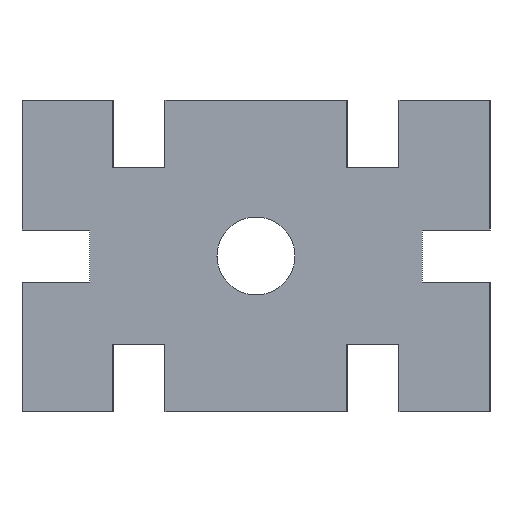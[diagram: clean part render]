
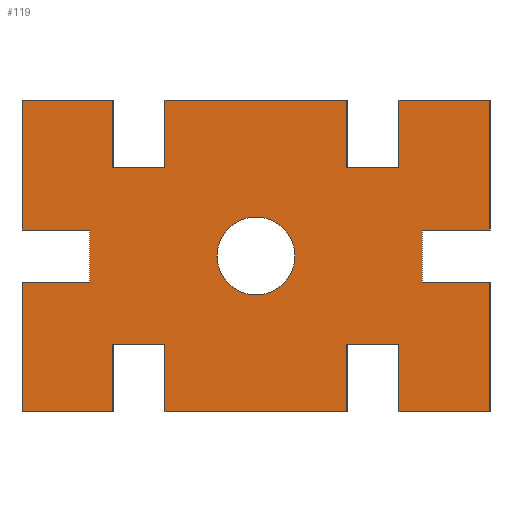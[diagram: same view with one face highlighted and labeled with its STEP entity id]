
A CAD part, left-side view. The second image highlights one B-rep face of the part: STEP entity #119.
In plain terms, the highlighted planar face has unit normal (-1, 0, 0).
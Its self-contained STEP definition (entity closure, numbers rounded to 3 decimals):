
#119=ADVANCED_FACE('',(#233,#234),#235,.F.);
#233=FACE_BOUND('',#339,.T.);
#234=FACE_OUTER_BOUND('',#340,.T.);
#235=PLANE('',#341);
#339=EDGE_LOOP('',(#619,#620));
#340=EDGE_LOOP('',(#621,#622,#623,#624,#625,#626,#627,#628,#629,#630,#631,#632,#633,#634,#635,#636,#637,#638,#639,#640,#641,#642,#643,#644,#645,#646,#647,#648));
#341=AXIS2_PLACEMENT_3D('',#649,#650,#651);
#619=ORIENTED_EDGE('',*,*,#657,.T.);
#620=ORIENTED_EDGE('',*,*,#659,.T.);
#621=ORIENTED_EDGE('',*,*,#772,.T.);
#622=ORIENTED_EDGE('',*,*,#664,.T.);
#623=ORIENTED_EDGE('',*,*,#669,.T.);
#624=ORIENTED_EDGE('',*,*,#673,.T.);
#625=ORIENTED_EDGE('',*,*,#677,.T.);
#626=ORIENTED_EDGE('',*,*,#681,.T.);
#627=ORIENTED_EDGE('',*,*,#685,.T.);
#628=ORIENTED_EDGE('',*,*,#689,.T.);
#629=ORIENTED_EDGE('',*,*,#693,.T.);
#630=ORIENTED_EDGE('',*,*,#697,.T.);
#631=ORIENTED_EDGE('',*,*,#701,.T.);
#632=ORIENTED_EDGE('',*,*,#705,.T.);
#633=ORIENTED_EDGE('',*,*,#709,.T.);
#634=ORIENTED_EDGE('',*,*,#713,.T.);
#635=ORIENTED_EDGE('',*,*,#717,.T.);
#636=ORIENTED_EDGE('',*,*,#721,.T.);
#637=ORIENTED_EDGE('',*,*,#725,.T.);
#638=ORIENTED_EDGE('',*,*,#729,.T.);
#639=ORIENTED_EDGE('',*,*,#733,.T.);
#640=ORIENTED_EDGE('',*,*,#737,.T.);
#641=ORIENTED_EDGE('',*,*,#741,.T.);
#642=ORIENTED_EDGE('',*,*,#745,.T.);
#643=ORIENTED_EDGE('',*,*,#749,.T.);
#644=ORIENTED_EDGE('',*,*,#753,.T.);
#645=ORIENTED_EDGE('',*,*,#757,.T.);
#646=ORIENTED_EDGE('',*,*,#761,.T.);
#647=ORIENTED_EDGE('',*,*,#765,.T.);
#648=ORIENTED_EDGE('',*,*,#769,.T.);
#649=CARTESIAN_POINT('',(0.0,0.0,0.0));
#650=DIRECTION('',(1.0,0.0,0.0));
#651=DIRECTION('',(0.0,1.0,0.0));
#657=EDGE_CURVE('',#778,#782,#784,.T.);
#659=EDGE_CURVE('',#782,#778,#786,.T.);
#664=EDGE_CURVE('',#794,#792,#795,.T.);
#669=EDGE_CURVE('',#792,#800,#802,.T.);
#673=EDGE_CURVE('',#800,#806,#808,.T.);
#677=EDGE_CURVE('',#806,#812,#814,.T.);
#681=EDGE_CURVE('',#812,#818,#820,.T.);
#685=EDGE_CURVE('',#818,#824,#826,.T.);
#689=EDGE_CURVE('',#824,#830,#832,.T.);
#693=EDGE_CURVE('',#830,#836,#838,.T.);
#697=EDGE_CURVE('',#836,#842,#844,.T.);
#701=EDGE_CURVE('',#842,#848,#850,.T.);
#705=EDGE_CURVE('',#848,#854,#856,.T.);
#709=EDGE_CURVE('',#854,#860,#862,.T.);
#713=EDGE_CURVE('',#860,#866,#868,.T.);
#717=EDGE_CURVE('',#866,#872,#874,.T.);
#721=EDGE_CURVE('',#872,#878,#880,.T.);
#725=EDGE_CURVE('',#878,#884,#886,.T.);
#729=EDGE_CURVE('',#884,#890,#892,.T.);
#733=EDGE_CURVE('',#890,#896,#898,.T.);
#737=EDGE_CURVE('',#896,#902,#904,.T.);
#741=EDGE_CURVE('',#902,#908,#910,.T.);
#745=EDGE_CURVE('',#908,#914,#916,.T.);
#749=EDGE_CURVE('',#914,#920,#922,.T.);
#753=EDGE_CURVE('',#920,#926,#928,.T.);
#757=EDGE_CURVE('',#926,#932,#934,.T.);
#761=EDGE_CURVE('',#932,#938,#940,.T.);
#765=EDGE_CURVE('',#938,#944,#946,.T.);
#769=EDGE_CURVE('',#944,#950,#952,.T.);
#772=EDGE_CURVE('',#950,#794,#955,.T.);
#778=VERTEX_POINT('',#961);
#782=VERTEX_POINT('',#966);
#784=CIRCLE('',#969,7.5);
#786=CIRCLE('',#971,7.5);
#792=VERTEX_POINT('',#978);
#794=VERTEX_POINT('',#981);
#795=LINE('',#982,#983);
#800=VERTEX_POINT('',#990);
#802=LINE('',#993,#994);
#806=VERTEX_POINT('',#999);
#808=LINE('',#1002,#1003);
#812=VERTEX_POINT('',#1008);
#814=LINE('',#1011,#1012);
#818=VERTEX_POINT('',#1017);
#820=LINE('',#1020,#1021);
#824=VERTEX_POINT('',#1026);
#826=LINE('',#1029,#1030);
#830=VERTEX_POINT('',#1035);
#832=LINE('',#1038,#1039);
#836=VERTEX_POINT('',#1044);
#838=LINE('',#1047,#1048);
#842=VERTEX_POINT('',#1053);
#844=LINE('',#1056,#1057);
#848=VERTEX_POINT('',#1062);
#850=LINE('',#1065,#1066);
#854=VERTEX_POINT('',#1071);
#856=LINE('',#1074,#1075);
#860=VERTEX_POINT('',#1080);
#862=LINE('',#1083,#1084);
#866=VERTEX_POINT('',#1089);
#868=LINE('',#1092,#1093);
#872=VERTEX_POINT('',#1098);
#874=LINE('',#1101,#1102);
#878=VERTEX_POINT('',#1107);
#880=LINE('',#1110,#1111);
#884=VERTEX_POINT('',#1116);
#886=LINE('',#1119,#1120);
#890=VERTEX_POINT('',#1125);
#892=LINE('',#1128,#1129);
#896=VERTEX_POINT('',#1134);
#898=LINE('',#1137,#1138);
#902=VERTEX_POINT('',#1143);
#904=LINE('',#1146,#1147);
#908=VERTEX_POINT('',#1152);
#910=LINE('',#1155,#1156);
#914=VERTEX_POINT('',#1161);
#916=LINE('',#1164,#1165);
#920=VERTEX_POINT('',#1170);
#922=LINE('',#1173,#1174);
#926=VERTEX_POINT('',#1179);
#928=LINE('',#1182,#1183);
#932=VERTEX_POINT('',#1188);
#934=LINE('',#1191,#1192);
#938=VERTEX_POINT('',#1197);
#940=LINE('',#1200,#1201);
#944=VERTEX_POINT('',#1206);
#946=LINE('',#1209,#1210);
#950=VERTEX_POINT('',#1215);
#952=LINE('',#1218,#1219);
#955=LINE('',#1223,#1224);
#961=CARTESIAN_POINT('',(0.0,7.5,0.0));
#966=CARTESIAN_POINT('',(0.0,-7.5,0.));
#969=AXIS2_PLACEMENT_3D('',#1233,#1234,#1235);
#971=AXIS2_PLACEMENT_3D('',#1236,#1237,#1238);
#978=CARTESIAN_POINT('',(0.0,32.0,-5.0));
#981=CARTESIAN_POINT('',(0.0,32.0,5.0));
#982=CARTESIAN_POINT('',(0.0,32.0,5.0));
#983=VECTOR('',#1244,1.0);
#990=CARTESIAN_POINT('',(0.0,45.0,-5.0));
#993=CARTESIAN_POINT('',(0.0,32.0,-5.0));
#994=VECTOR('',#1248,1.0);
#999=CARTESIAN_POINT('',(0.0,45.0,-30.0));
#1002=CARTESIAN_POINT('',(0.0,45.0,-5.0));
#1003=VECTOR('',#1251,1.0);
#1008=CARTESIAN_POINT('',(0.0,27.5,-30.0));
#1011=CARTESIAN_POINT('',(0.0,45.0,-30.0));
#1012=VECTOR('',#1254,1.0);
#1017=CARTESIAN_POINT('',(0.0,27.5,-17.0));
#1020=CARTESIAN_POINT('',(0.0,27.5,-30.0));
#1021=VECTOR('',#1257,1.0);
#1026=CARTESIAN_POINT('',(0.0,17.5,-17.0));
#1029=CARTESIAN_POINT('',(0.0,27.5,-17.0));
#1030=VECTOR('',#1260,1.0);
#1035=CARTESIAN_POINT('',(0.0,17.5,-30.0));
#1038=CARTESIAN_POINT('',(0.0,17.5,-17.0));
#1039=VECTOR('',#1263,1.0);
#1044=CARTESIAN_POINT('',(0.0,-17.5,-30.0));
#1047=CARTESIAN_POINT('',(0.0,17.5,-30.0));
#1048=VECTOR('',#1266,1.0);
#1053=CARTESIAN_POINT('',(0.0,-17.5,-17.0));
#1056=CARTESIAN_POINT('',(0.0,-17.5,-30.0));
#1057=VECTOR('',#1269,1.0);
#1062=CARTESIAN_POINT('',(0.0,-27.5,-17.0));
#1065=CARTESIAN_POINT('',(0.0,-17.5,-17.0));
#1066=VECTOR('',#1272,1.0);
#1071=CARTESIAN_POINT('',(0.0,-27.5,-30.0));
#1074=CARTESIAN_POINT('',(0.0,-27.5,-17.0));
#1075=VECTOR('',#1275,1.0);
#1080=CARTESIAN_POINT('',(0.0,-45.0,-30.0));
#1083=CARTESIAN_POINT('',(0.0,-27.5,-30.0));
#1084=VECTOR('',#1278,1.0);
#1089=CARTESIAN_POINT('',(0.0,-45.0,-5.0));
#1092=CARTESIAN_POINT('',(0.0,-45.0,-30.0));
#1093=VECTOR('',#1281,1.0);
#1098=CARTESIAN_POINT('',(0.0,-32.0,-5.0));
#1101=CARTESIAN_POINT('',(0.0,-45.0,-5.0));
#1102=VECTOR('',#1284,1.0);
#1107=CARTESIAN_POINT('',(0.0,-32.0,5.0));
#1110=CARTESIAN_POINT('',(0.0,-32.0,-5.0));
#1111=VECTOR('',#1287,1.0);
#1116=CARTESIAN_POINT('',(0.0,-45.0,5.0));
#1119=CARTESIAN_POINT('',(0.0,-32.0,5.0));
#1120=VECTOR('',#1290,1.0);
#1125=CARTESIAN_POINT('',(0.0,-45.0,30.0));
#1128=CARTESIAN_POINT('',(0.0,-45.0,5.0));
#1129=VECTOR('',#1293,1.0);
#1134=CARTESIAN_POINT('',(0.0,-27.5,30.0));
#1137=CARTESIAN_POINT('',(0.0,-45.0,30.0));
#1138=VECTOR('',#1296,1.0);
#1143=CARTESIAN_POINT('',(0.0,-27.5,17.0));
#1146=CARTESIAN_POINT('',(0.0,-27.5,30.0));
#1147=VECTOR('',#1299,1.0);
#1152=CARTESIAN_POINT('',(0.0,-17.5,17.0));
#1155=CARTESIAN_POINT('',(0.0,-27.5,17.0));
#1156=VECTOR('',#1302,1.0);
#1161=CARTESIAN_POINT('',(0.0,-17.5,30.0));
#1164=CARTESIAN_POINT('',(0.0,-17.5,17.0));
#1165=VECTOR('',#1305,1.0);
#1170=CARTESIAN_POINT('',(0.0,17.5,30.0));
#1173=CARTESIAN_POINT('',(0.0,-17.5,30.0));
#1174=VECTOR('',#1308,1.0);
#1179=CARTESIAN_POINT('',(0.0,17.5,17.0));
#1182=CARTESIAN_POINT('',(0.0,17.5,30.0));
#1183=VECTOR('',#1311,1.0);
#1188=CARTESIAN_POINT('',(0.0,27.5,17.0));
#1191=CARTESIAN_POINT('',(0.0,17.5,17.0));
#1192=VECTOR('',#1314,1.0);
#1197=CARTESIAN_POINT('',(0.0,27.5,30.0));
#1200=CARTESIAN_POINT('',(0.0,27.5,17.0));
#1201=VECTOR('',#1317,1.0);
#1206=CARTESIAN_POINT('',(0.0,45.0,30.0));
#1209=CARTESIAN_POINT('',(0.0,27.5,30.0));
#1210=VECTOR('',#1320,1.0);
#1215=CARTESIAN_POINT('',(0.0,45.0,5.0));
#1218=CARTESIAN_POINT('',(0.0,45.0,30.0));
#1219=VECTOR('',#1323,1.0);
#1223=CARTESIAN_POINT('',(0.0,45.0,5.0));
#1224=VECTOR('',#1325,1.0);
#1233=CARTESIAN_POINT('',(0.0,0.0,0.0));
#1234=DIRECTION('',(1.0,0.0,0.0));
#1235=DIRECTION('',(0.0,1.0,0.0));
#1236=CARTESIAN_POINT('',(0.0,0.0,0.0));
#1237=DIRECTION('',(1.0,0.0,0.0));
#1238=DIRECTION('',(0.0,1.0,0.0));
#1244=DIRECTION('',(0.0,0.0,-1.0));
#1248=DIRECTION('',(0.0,1.0,0.0));
#1251=DIRECTION('',(0.0,0.0,-1.0));
#1254=DIRECTION('',(0.0,-1.0,0.0));
#1257=DIRECTION('',(0.0,0.0,1.0));
#1260=DIRECTION('',(0.0,-1.0,0.0));
#1263=DIRECTION('',(0.0,0.0,-1.0));
#1266=DIRECTION('',(0.0,-1.0,0.0));
#1269=DIRECTION('',(0.0,0.0,1.0));
#1272=DIRECTION('',(0.0,-1.0,0.0));
#1275=DIRECTION('',(0.0,0.0,-1.0));
#1278=DIRECTION('',(0.0,-1.0,0.0));
#1281=DIRECTION('',(0.0,0.0,1.0));
#1284=DIRECTION('',(0.0,1.0,0.0));
#1287=DIRECTION('',(0.0,0.0,1.0));
#1290=DIRECTION('',(0.0,-1.0,0.0));
#1293=DIRECTION('',(0.0,0.0,1.0));
#1296=DIRECTION('',(0.0,1.0,0.0));
#1299=DIRECTION('',(0.0,0.0,-1.0));
#1302=DIRECTION('',(0.0,1.0,0.0));
#1305=DIRECTION('',(0.0,0.0,1.0));
#1308=DIRECTION('',(0.0,1.0,0.0));
#1311=DIRECTION('',(0.0,0.0,-1.0));
#1314=DIRECTION('',(0.0,1.0,0.0));
#1317=DIRECTION('',(0.0,0.0,1.0));
#1320=DIRECTION('',(0.0,1.0,0.0));
#1323=DIRECTION('',(0.0,0.0,-1.0));
#1325=DIRECTION('',(0.0,-1.0,0.0));
